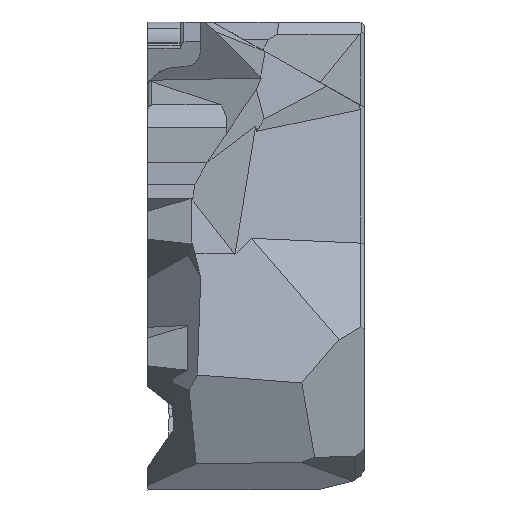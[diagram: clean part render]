
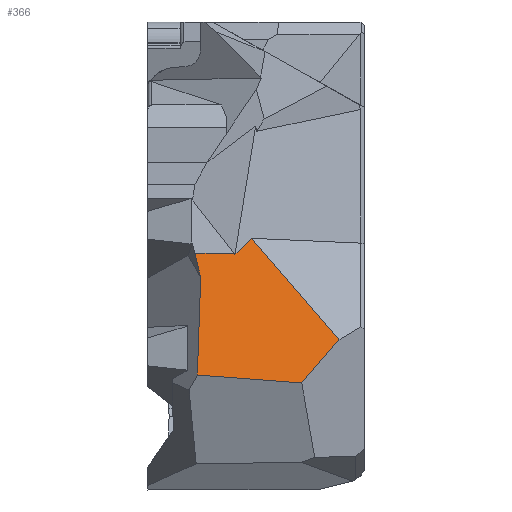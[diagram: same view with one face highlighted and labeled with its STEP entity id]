
A CAD part, left-side view. The second image highlights one B-rep face of the part: STEP entity #366.
In plain terms, the highlighted planar face has unit normal (-0.966, 0, 0.261).
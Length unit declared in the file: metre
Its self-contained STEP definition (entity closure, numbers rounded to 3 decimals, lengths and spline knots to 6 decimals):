
#366=ADVANCED_FACE('2:23285',(#1316),#1317,.F.);
#1316=FACE_OUTER_BOUND('',#6386,.T.);
#1317=PLANE('',#6387);
#6386=EDGE_LOOP('',(#18496,#18497,#18498,#18499,#18500,#18501,#18502,#18503));
#6387=AXIS2_PLACEMENT_3D('',#18504,#18505,#18506);
#18496=ORIENTED_EDGE('',*,*,#21893,.T.);
#18497=ORIENTED_EDGE('',*,*,#21897,.F.);
#18498=ORIENTED_EDGE('',*,*,#21907,.F.);
#18499=ORIENTED_EDGE('',*,*,#21908,.T.);
#18500=ORIENTED_EDGE('',*,*,#21909,.F.);
#18501=ORIENTED_EDGE('',*,*,#21910,.F.);
#18502=ORIENTED_EDGE('',*,*,#21911,.F.);
#18503=ORIENTED_EDGE('',*,*,#21912,.F.);
#18504=CARTESIAN_POINT('',(-0.031121,-0.0275,0.032254));
#18505=DIRECTION('',(0.965,0.,-0.261));
#18506=DIRECTION('',(0.,-1.0,0.));
#21893=EDGE_CURVE('2:27311',#24528,#24526,#24529,.T.);
#21897=EDGE_CURVE('2:27323',#24533,#24526,#24535,.T.);
#21907=EDGE_CURVE('2:27353',#24549,#24533,#24550,.T.);
#21908=EDGE_CURVE('2:27356',#24549,#24551,#24552,.T.);
#21909=EDGE_CURVE('2:27359',#24553,#24551,#24554,.T.);
#21910=EDGE_CURVE('2:27362',#24555,#24553,#24556,.T.);
#21911=EDGE_CURVE('2:27365',#24557,#24555,#24558,.T.);
#21912=EDGE_CURVE('2:27368',#24528,#24557,#24559,.T.);
#24526=VERTEX_POINT('NONE',#33235);
#24528=VERTEX_POINT('NONE',#33238);
#24529=LINE('',#33239,#33240);
#24533=VERTEX_POINT('NONE',#33246);
#24535=LINE('',#33249,#33250);
#24549=VERTEX_POINT('NONE',#33273);
#24550=LINE('',#33274,#33275);
#24551=VERTEX_POINT('NONE',#33276);
#24552=LINE('',#33277,#33278);
#24553=VERTEX_POINT('NONE',#33279);
#24554=LINE('',#33280,#33281);
#24555=VERTEX_POINT('NONE',#33282);
#24556=LINE('',#33283,#33284);
#24557=VERTEX_POINT('NONE',#33285);
#24558=LINE('',#33286,#33287);
#24559=LINE('',#33288,#33289);
#33235=CARTESIAN_POINT('',(-0.030604,-0.013131,0.03417));
#33238=CARTESIAN_POINT('',(-0.034062,-0.024186,0.021352));
#33239=CARTESIAN_POINT('',(-0.033525,-0.022468,0.023344));
#33240=VECTOR('',#41548,1.0);
#33246=CARTESIAN_POINT('',(-0.031151,-0.011042,0.032142));
#33249=CARTESIAN_POINT('',(-0.028391,-0.021577,0.042369));
#33250=VECTOR('',#41552,1.0);
#33273=CARTESIAN_POINT('',(-0.031121,-0.010956,0.032254));
#33274=CARTESIAN_POINT('',(-0.031026,-0.010692,0.032604));
#33275=VECTOR('',#41562,1.0);
#33276=CARTESIAN_POINT('',(-0.031121,-0.005979,0.032254));
#33277=CARTESIAN_POINT('',(-0.031121,-0.0275,0.032254));
#33278=VECTOR('',#41563,1.0);
#33279=CARTESIAN_POINT('',(-0.031929,-0.006712,0.029257));
#33280=CARTESIAN_POINT('',(-0.0279,-0.003061,0.044189));
#33281=VECTOR('',#41564,1.0);
#33282=CARTESIAN_POINT('',(-0.035265,-0.006292,0.016896));
#33283=CARTESIAN_POINT('',(-0.030401,-0.006905,0.034919));
#33284=VECTOR('',#41565,1.0);
#33285=CARTESIAN_POINT('',(-0.035534,-0.019483,0.015897));
#33286=CARTESIAN_POINT('',(-0.035564,-0.020969,0.015785));
#33287=VECTOR('',#41566,1.0);
#33288=CARTESIAN_POINT('',(-0.034793,-0.021852,0.018645));
#33289=VECTOR('',#41567,1.0);
#41548=DIRECTION('',(0.2,0.64,0.742));
#41552=DIRECTION('',(0.185,-0.705,0.685));
#41562=DIRECTION('',(-0.21,-0.59,-0.779));
#41563=DIRECTION('',(0.,1.0,0.));
#41564=DIRECTION('',(0.254,0.23,0.94));
#41565=DIRECTION('',(0.26,-0.033,0.965));
#41566=DIRECTION('',(0.02,0.997,0.075));
#41567=DIRECTION('',(-0.2,0.64,-0.742));
